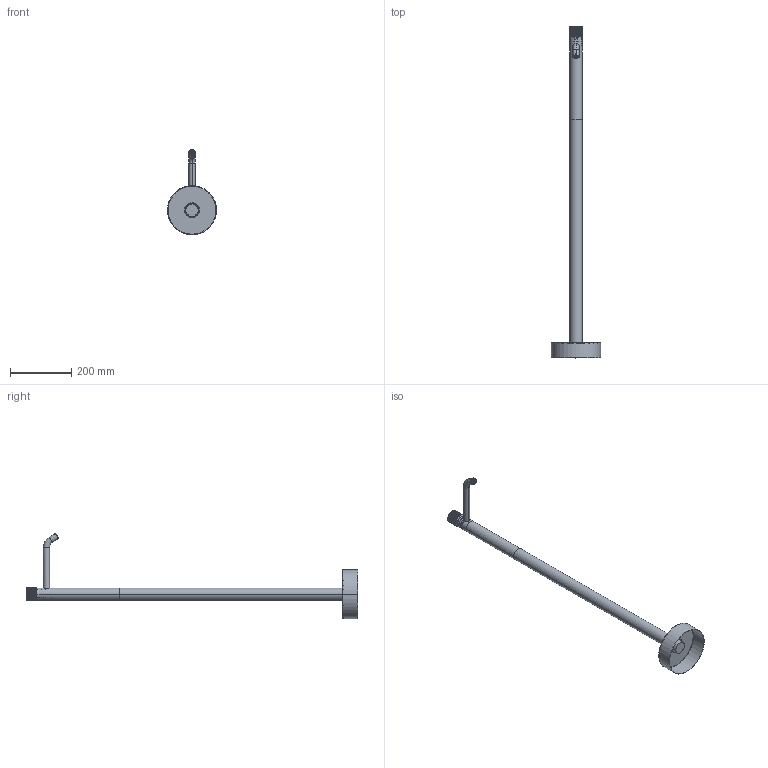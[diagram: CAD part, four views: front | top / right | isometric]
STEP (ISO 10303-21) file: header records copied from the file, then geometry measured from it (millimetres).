
FILE_DESCRIPTION((''),'2;1');
FILE_NAME('ALOG223','2023-01-26T11:53:15',('michelaferrini'),(''),'CREO PARAMETRIC BY PTC INC, 2022164','CREO PARAMETRIC BY PTC INC, 2022164','');
FILE_SCHEMA(('CONFIG_CONTROL_DESIGN'));
Products named in the file (9): ALOG222C001; ALOG007C002; ALOG222W001; ALOG223C001; SCCMAC0007; ALOG005C006; SARMAC0011; TOM3F6418CCS8NY_20; ALOG223
Assembly tree (8 placements, depth 3):
  ALOG223
    ALOG222W001
      ALOG222C001
      ALOG007C002
    ALOG223C001
    SCCMAC0007
    ALOG005C006
    SARMAC0011
    TOM3F6418CCS8NY_20
Bounding box: 160 x 1081.56 x 278.8 mm (x, y, z)
Volume: 1132348.8 mm3; surface area: 293453.8 mm2
Topology: 8 solids, 13 shells, 6557 faces, 13821 edges, 7356 vertices
Faces by surface type: plane 2904, cone 2235, cylinder 1275, bspline 75, torus 64, sphere 4
Entity records: 188860 total; most frequent: CARTESIAN_POINT 57897, ORIENTED_EDGE 27614, DIRECTION 26116, EDGE_CURVE 13815, AXIS2_PLACEMENT_3D 10492, VERTEX_POINT 7357, EDGE_LOOP 6654, FACE_OUTER_BOUND 6557
